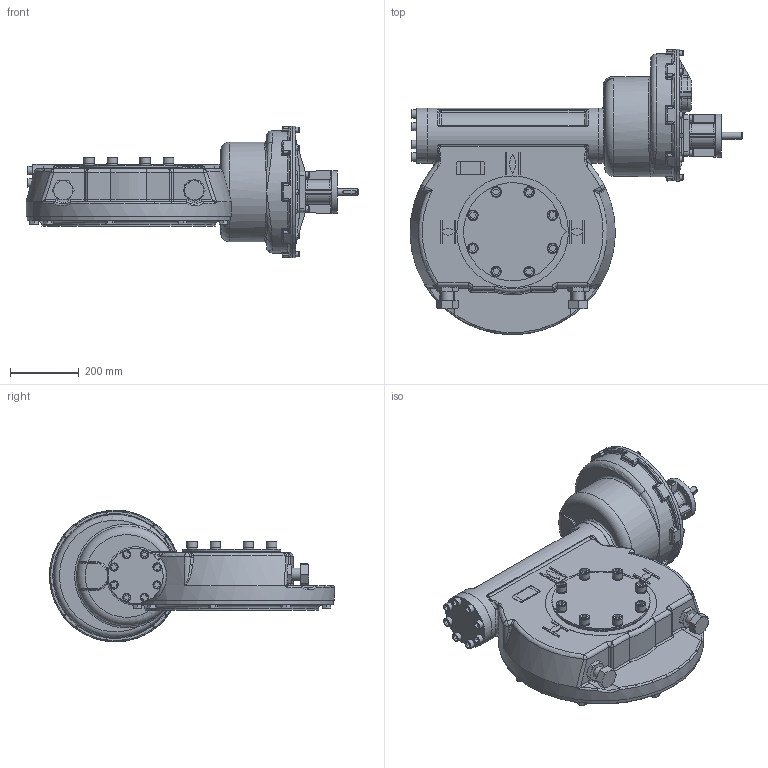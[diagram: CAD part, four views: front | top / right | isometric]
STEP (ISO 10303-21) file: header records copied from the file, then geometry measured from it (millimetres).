
FILE_DESCRIPTION(/* description */ ('Unknown'),/* implementation_level */ '2;1');
FILE_NAME(/* name */ 'PUB-IW9FBIR3-F10-F30',/* time_stamp */ '2016-07-05T15:05:09+01:00',/* author */ ('Unknown'),/* organization */ ('Unknown'),/* preprocessor_version */ 'ST-DEVELOPER v16',/* originating_system */ 'DEX',/* authorisation */ $);
FILE_SCHEMA (('AUTOMOTIVE_DESIGN {1 0 10303 214 3 1 1}'));
Products named in the file (1): PUB-IW9FBIR3-F10-F30
Bounding box: 963.73 x 827.45 x 382 mm (x, y, z)
Surface area: 1837021.8 mm2 (no closed solid volume)
Topology: 0 solids, 75 shells, 1178 faces, 3149 edges, 1990 vertices
Faces by surface type: plane 503, cylinder 253, bspline 147, cone 130, torus 105, sphere 40
Full cylindrical faces by diameter (mm): 10.5 x4, 16 x8, 16.5 x8, 17.294 x8, 18 x4, 20 x1, 24 x8, 30 x8, 30.7 x8, 36 x2, 50 x1, 70.05 x1, 125 x1, 160 x3, 220 x1, 280 x1, 290 x1, 324 x1, 356 x1, 382 x2
Entity records: 53340 total; most frequent: CARTESIAN_POINT 25774, ORIENTED_EDGE 5275, DIRECTION 5201, EDGE_CURVE 2896, AXIS2_PLACEMENT_3D 2004, VERTEX_POINT 1934, FACE_BOUND 1466, EDGE_LOOP 1458
